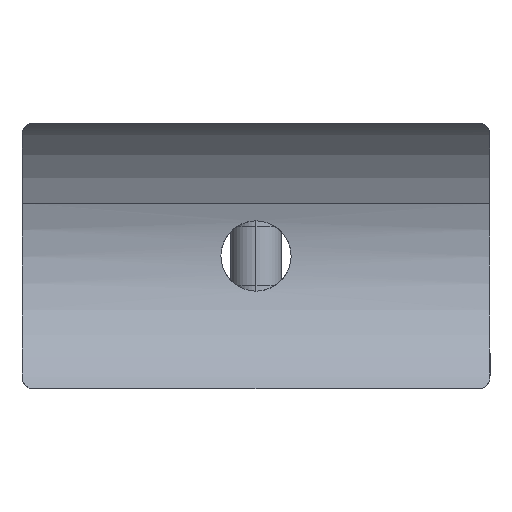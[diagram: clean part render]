
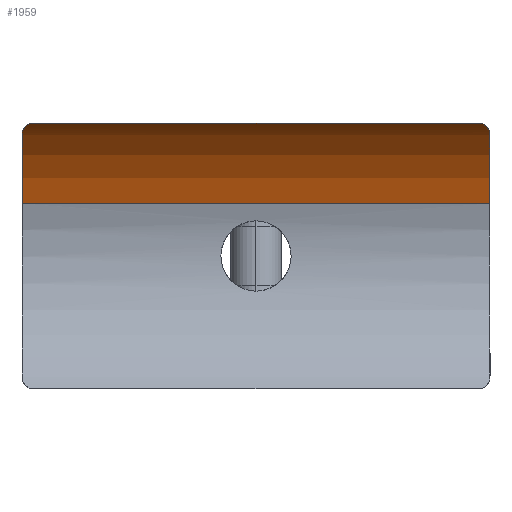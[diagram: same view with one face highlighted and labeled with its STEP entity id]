
A CAD part, left-side view. The second image highlights one B-rep face of the part: STEP entity #1959.
In plain terms, the highlighted cylindrical face has radius 21.2 mm (diameter 42.4 mm), a partial arc.
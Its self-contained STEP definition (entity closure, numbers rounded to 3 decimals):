
#12 = ORIENTED_EDGE ( 'NONE', *, *, #1502, .F. ) ;
#202 = EDGE_CURVE ( 'NONE', #766, #2819, #2331, .T. ) ;
#314 = CARTESIAN_POINT ( 'NONE',  ( -62.105, -29.978, 15.838 ) ) ;
#352 = CARTESIAN_POINT ( 'NONE',  ( -63.534, -28.874, 17. ) ) ;
#412 = CARTESIAN_POINT ( 'NONE',  ( -63.534, -39., 17. ) ) ;
#457 = CARTESIAN_POINT ( 'NONE',  ( -62.599, 29.825, 16.263 ) ) ;
#491 = CARTESIAN_POINT ( 'NONE',  ( -76.2, -30., 0. ) ) ;
#492 = AXIS2_PLACEMENT_3D ( 'NONE', #1566, #3034, #693 ) ;
#565 = CARTESIAN_POINT ( 'NONE',  ( -62.597, -29.825, 16.262 ) ) ;
#693 = DIRECTION ( 'NONE',  ( 1., 0., 0. ) ) ;
#718 = CARTESIAN_POINT ( 'NONE',  ( -63.068, 29.535, 16.644 ) ) ;
#744 = CARTESIAN_POINT ( 'NONE',  ( -63.272, -29.324, 16.802 ) ) ;
#751 = DIRECTION ( 'NONE',  ( 0., 1., 0. ) ) ;
#766 = VERTEX_POINT ( 'NONE', #1043 ) ;
#850 = CARTESIAN_POINT ( 'NONE',  ( -61.941, -30., 15.69 ) ) ;
#928 = ORIENTED_EDGE ( 'NONE', *, *, #2645, .F. ) ;
#968 = CARTESIAN_POINT ( 'NONE',  ( -63.497, 28.978, 16.973 ) ) ;
#1017 = ORIENTED_EDGE ( 'NONE', *, *, #2578, .T. ) ;
#1019 = CARTESIAN_POINT ( 'NONE',  ( -63.335, -29.247, 16.851 ) ) ;
#1043 = CARTESIAN_POINT ( 'NONE',  ( -63.534, 28.874, 17. ) ) ;
#1174 = CARTESIAN_POINT ( 'NONE',  ( -56.103, -30., 6.75 ) ) ;
#1186 = DIRECTION ( 'NONE',  ( 0., -1., 0. ) ) ;
#1234 = CARTESIAN_POINT ( 'NONE',  ( -63.067, -29.537, 16.643 ) ) ;
#1272 = B_SPLINE_CURVE_WITH_KNOTS ( 'NONE', 3,
 ( #1749, #850, #314, #3154, #565, #3251, #1234, #744, #1019, #3525, #2442, #352 ),
 .UNSPECIFIED., .F., .F.,
 ( 4, 2, 2, 2, 2, 4 ),
 ( 0., 0.001, 0.001, 0.002, 0.002, 0.003 ),
 .UNSPECIFIED. ) ;
#1326 = VERTEX_POINT ( 'NONE', #1174 ) ;
#1331 = CARTESIAN_POINT ( 'NONE',  ( -62.915, 29.648, 16.522 ) ) ;
#1424 = CARTESIAN_POINT ( 'NONE',  ( -56.103, -39., 6.75 ) ) ;
#1502 = EDGE_CURVE ( 'NONE', #2959, #2819, #1688, .T. ) ;
#1508 = LINE ( 'NONE', #412, #2055 ) ;
#1555 = CARTESIAN_POINT ( 'NONE',  ( -76.2, -39., 0. ) ) ;
#1566 = CARTESIAN_POINT ( 'NONE',  ( -76.2, 30., 0. ) ) ;
#1640 = DIRECTION ( 'NONE',  ( -1., 0., 0. ) ) ;
#1688 = CIRCLE ( 'NONE', #492, 21.2 ) ;
#1689 = ORIENTED_EDGE ( 'NONE', *, *, #202, .T. ) ;
#1749 = CARTESIAN_POINT ( 'NONE',  ( -61.777, -30., 15.538 ) ) ;
#1859 = DIRECTION ( 'NONE',  ( 0., 0., 1. ) ) ;
#1889 = CARTESIAN_POINT ( 'NONE',  ( -63.534, 28.874, 17. ) ) ;
#1959 = ADVANCED_FACE ( 'NONE', ( #2431 ), #3567, .F. ) ;
#1988 = AXIS2_PLACEMENT_3D ( 'NONE', #491, #2806, #1640 ) ;
#2055 = VECTOR ( 'NONE', #3542, 1000. ) ;
#2072 = AXIS2_PLACEMENT_3D ( 'NONE', #1555, #751, #1859 ) ;
#2135 = CARTESIAN_POINT ( 'NONE',  ( -61.777, 30., 15.538 ) ) ;
#2172 = CARTESIAN_POINT ( 'NONE',  ( -62.437, 29.889, 16.126 ) ) ;
#2258 = VERTEX_POINT ( 'NONE', #3425 ) ;
#2331 = B_SPLINE_CURVE_WITH_KNOTS ( 'NONE', 3,
 ( #1889, #968, #2414, #3055, #2738, #718, #1331, #457, #2172, #2469, #3354, #2135 ),
 .UNSPECIFIED., .F., .F.,
 ( 4, 2, 2, 2, 2, 4 ),
 ( 0., 0., 0.001, 0.001, 0.002, 0.003 ),
 .UNSPECIFIED. ) ;
#2414 = CARTESIAN_POINT ( 'NONE',  ( -63.449, 29.071, 16.937 ) ) ;
#2421 = CARTESIAN_POINT ( 'NONE',  ( -61.777, 30., 15.538 ) ) ;
#2431 = FACE_OUTER_BOUND ( 'NONE', #2967, .T. ) ;
#2442 = CARTESIAN_POINT ( 'NONE',  ( -63.497, -28.977, 16.973 ) ) ;
#2469 = CARTESIAN_POINT ( 'NONE',  ( -62.108, 29.977, 15.84 ) ) ;
#2564 = VERTEX_POINT ( 'NONE', #3127 ) ;
#2578 = EDGE_CURVE ( 'NONE', #2959, #1326, #2832, .T. ) ;
#2645 = EDGE_CURVE ( 'NONE', #2564, #1326, #2848, .T. ) ;
#2738 = CARTESIAN_POINT ( 'NONE',  ( -63.273, 29.323, 16.803 ) ) ;
#2782 = VECTOR ( 'NONE', #1186, 1000. ) ;
#2804 = EDGE_CURVE ( 'NONE', #2564, #2258, #1272, .T. ) ;
#2806 = DIRECTION ( 'NONE',  ( 0., 1., 0. ) ) ;
#2819 = VERTEX_POINT ( 'NONE', #2421 ) ;
#2832 = LINE ( 'NONE', #1424, #2782 ) ;
#2841 = EDGE_CURVE ( 'NONE', #2258, #766, #1508, .T. ) ;
#2848 = CIRCLE ( 'NONE', #1988, 21.2 ) ;
#2959 = VERTEX_POINT ( 'NONE', #3671 ) ;
#2967 = EDGE_LOOP ( 'NONE', ( #928, #3046, #3455, #1689, #12, #1017 ) ) ;
#3034 = DIRECTION ( 'NONE',  ( 0., -1., 0. ) ) ;
#3046 = ORIENTED_EDGE ( 'NONE', *, *, #2804, .T. ) ;
#3055 = CARTESIAN_POINT ( 'NONE',  ( -63.337, 29.244, 16.852 ) ) ;
#3127 = CARTESIAN_POINT ( 'NONE',  ( -61.777, -30., 15.538 ) ) ;
#3154 = CARTESIAN_POINT ( 'NONE',  ( -62.432, -29.891, 16.123 ) ) ;
#3251 = CARTESIAN_POINT ( 'NONE',  ( -62.914, -29.649, 16.521 ) ) ;
#3354 = CARTESIAN_POINT ( 'NONE',  ( -61.941, 30., 15.69 ) ) ;
#3425 = CARTESIAN_POINT ( 'NONE',  ( -63.534, -28.874, 17. ) ) ;
#3455 = ORIENTED_EDGE ( 'NONE', *, *, #2841, .T. ) ;
#3525 = CARTESIAN_POINT ( 'NONE',  ( -63.449, -29.073, 16.937 ) ) ;
#3542 = DIRECTION ( 'NONE',  ( 0., 1., 0. ) ) ;
#3567 = CYLINDRICAL_SURFACE ( 'NONE', #2072, 21.2 ) ;
#3671 = CARTESIAN_POINT ( 'NONE',  ( -56.103, 30., 6.75 ) ) ;
